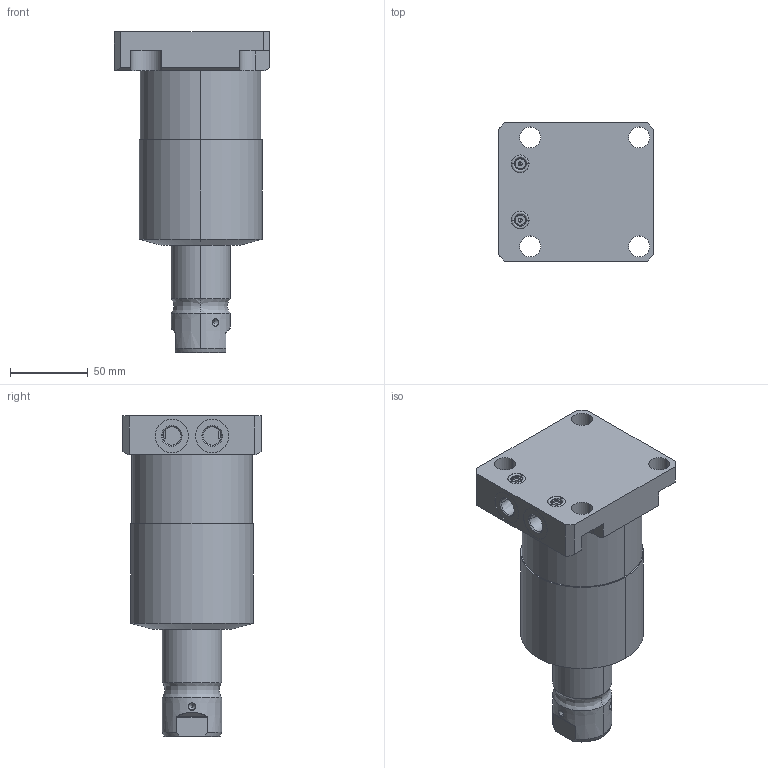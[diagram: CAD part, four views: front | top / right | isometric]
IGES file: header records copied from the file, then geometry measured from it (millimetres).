
Start section:  PTC IGES file: ilcm41423326.igs
Global section: file name: ilcm41423326.igs; native system: Creo Parametric by Parametric Technology Corporation; preprocessor: 2013320; author: jdw; organization: Unknown; date: 20190329.130753; units: millimetre
Bounding box: 100 x 88.9 x 207.01 mm (x, y, z)
Surface area: 67536.9 mm2 (no closed solid volume)
Topology: 0 solids, 0 shells, 121 faces, 606 edges, 598 vertices
Faces by surface type: revolution 76, bspline 45
